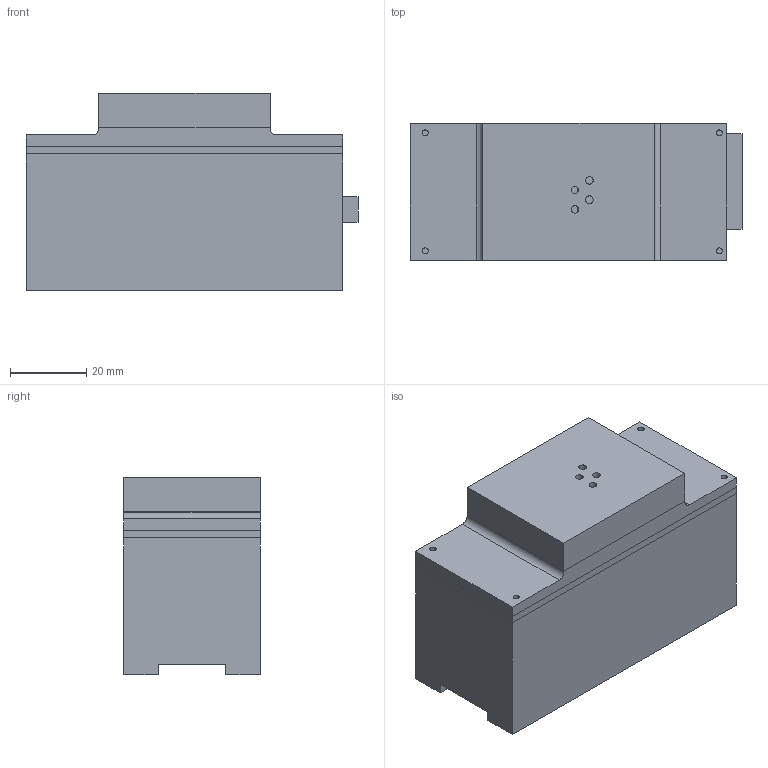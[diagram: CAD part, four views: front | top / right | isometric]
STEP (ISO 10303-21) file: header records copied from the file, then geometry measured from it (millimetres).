
FILE_DESCRIPTION(/* description */ (''),/* implementation_level */ '2;1');
FILE_NAME(/* name */ 'Enphase Relay Controller Unit v24.step',/* time_stamp */ '2024-08-31T12:17:45+10:00',/* author */ (''),/* organization */ (''),/* preprocessor_version */ 'ST-DEVELOPER v20',/* originating_system */ 'Autodesk Translation Framework v13.14.0.145',/* authorisation */ '');
FILE_SCHEMA (('AUTOMOTIVE_DESIGN { 1 0 10303 214 3 1 1 }'));
Length unit declared in the file: millimetre
Products named in the file (1): Controller Unit
Bounding box: 87.25 x 36 x 52 mm (x, y, z)
Volume: 79856.1 mm3; surface area: 52456.4 mm2
Topology: 5 solids, 5 shells, 180 faces, 450 edges, 297 vertices
Faces by surface type: plane 146, cylinder 34
Full cylindrical faces by diameter (mm): 1.6 x20, 2 x4
Entity records: 5426 total; most frequent: CARTESIAN_POINT 928, ORIENTED_EDGE 900, DIRECTION 880, EDGE_CURVE 450, LINE 382, VECTOR 382, VERTEX_POINT 297, AXIS2_PLACEMENT_3D 249
